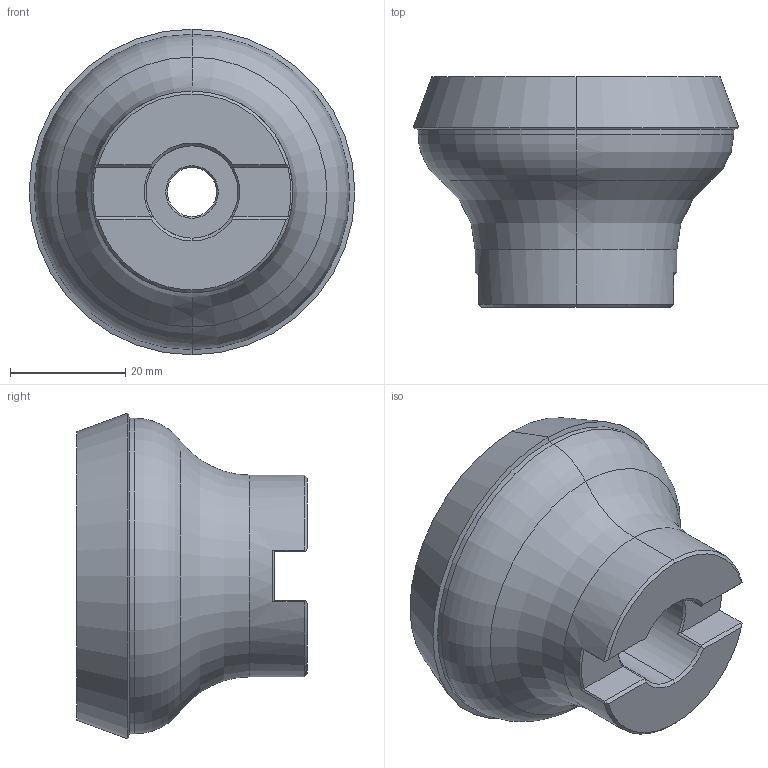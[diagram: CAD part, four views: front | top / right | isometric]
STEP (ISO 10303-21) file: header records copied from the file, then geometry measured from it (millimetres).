
FILE_DESCRIPTION (( 'STEP AP214' ), '1' );
FILE_NAME ('760M W D50-3.STEP', '2021-02-12T10:01:07', ( '' ), ( '' ), 'SwSTEP 2.0', 'SolidWorks 2016', '' );
FILE_SCHEMA (( 'AUTOMOTIVE_DESIGN' ));
Length unit declared in the file: millimetre
Products named in the file (1): 760M W D50-3
Bounding box: 56.51 x 40 x 56.51 mm (x, y, z)
Volume: 52566.1 mm3; surface area: 10636.6 mm2
Topology: 1 solids, 1 shells, 61 faces, 152 edges, 94 vertices
Faces by surface type: cone 24, plane 19, cylinder 14, torus 4
Entity records: 1886 total; most frequent: CARTESIAN_POINT 424, ORIENTED_EDGE 304, DIRECTION 298, EDGE_CURVE 152, AXIS2_PLACEMENT_3D 120, VERTEX_POINT 94, EDGE_LOOP 64, FACE_OUTER_BOUND 61
